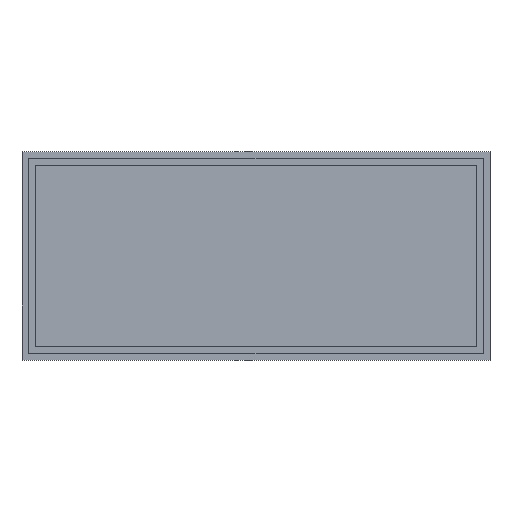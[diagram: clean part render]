
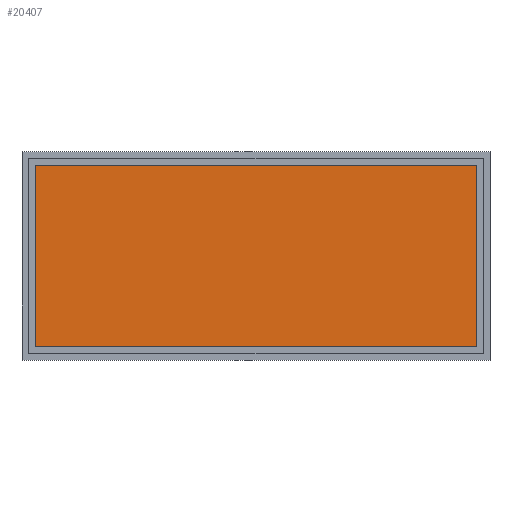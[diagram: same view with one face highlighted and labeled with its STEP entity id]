
A CAD part, top view. The second image highlights one B-rep face of the part: STEP entity #20407.
In plain terms, the highlighted planar face has unit normal (0, 0, 1).
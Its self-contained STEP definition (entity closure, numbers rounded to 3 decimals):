
#231 = PLANE('',#232);
#232 = AXIS2_PLACEMENT_3D('',#233,#234,#235);
#233 = CARTESIAN_POINT('',(-32.75,-13.45,10.35));
#234 = DIRECTION('',(1.,0.,0.));
#235 = DIRECTION('',(0.,0.,1.));
#259 = PLANE('',#260);
#260 = AXIS2_PLACEMENT_3D('',#261,#262,#263);
#261 = CARTESIAN_POINT('',(-32.75,-13.45,10.35));
#262 = DIRECTION('',(0.,1.,0.));
#263 = DIRECTION('',(0.,0.,1.));
#287 = PLANE('',#288);
#288 = AXIS2_PLACEMENT_3D('',#289,#290,#291);
#289 = CARTESIAN_POINT('',(32.75,-13.45,10.35));
#290 = DIRECTION('',(1.,0.,0.));
#291 = DIRECTION('',(0.,0.,1.));
#313 = PLANE('',#314);
#314 = AXIS2_PLACEMENT_3D('',#315,#316,#317);
#315 = CARTESIAN_POINT('',(-32.75,13.45,10.35));
#316 = DIRECTION('',(0.,1.,0.));
#317 = DIRECTION('',(0.,0.,1.));
#8123 = VERTEX_POINT('',#8124);
#8124 = CARTESIAN_POINT('',(-32.75,-13.45,12.85));
#8147 = VERTEX_POINT('',#8148);
#8148 = CARTESIAN_POINT('',(-32.75,13.45,12.85));
#8169 = EDGE_CURVE('',#8123,#8147,#8170,.T.);
#8170 = SURFACE_CURVE('',#8171,(#8175,#8182),.PCURVE_S1.);
#8171 = LINE('',#8172,#8173);
#8172 = CARTESIAN_POINT('',(-32.75,-13.45,12.85));
#8173 = VECTOR('',#8174,1.);
#8174 = DIRECTION('',(0.,1.,0.));
#8175 = PCURVE('',#231,#8176);
#8176 = DEFINITIONAL_REPRESENTATION('',(#8177),#8181);
#8177 = LINE('',#8178,#8179);
#8178 = CARTESIAN_POINT('',(2.5,0.));
#8179 = VECTOR('',#8180,1.);
#8180 = DIRECTION('',(0.,-1.));
#8181 = ( GEOMETRIC_REPRESENTATION_CONTEXT(2) 
PARAMETRIC_REPRESENTATION_CONTEXT() REPRESENTATION_CONTEXT('2D SPACE',''
  ) );
#8182 = PCURVE('',#8183,#8188);
#8183 = PLANE('',#8184);
#8184 = AXIS2_PLACEMENT_3D('',#8185,#8186,#8187);
#8185 = CARTESIAN_POINT('',(-32.75,-13.45,12.85));
#8186 = DIRECTION('',(0.,0.,1.));
#8187 = DIRECTION('',(1.,0.,0.));
#8188 = DEFINITIONAL_REPRESENTATION('',(#8189),#8193);
#8189 = LINE('',#8190,#8191);
#8190 = CARTESIAN_POINT('',(0.,0.));
#8191 = VECTOR('',#8192,1.);
#8192 = DIRECTION('',(0.,1.));
#8193 = ( GEOMETRIC_REPRESENTATION_CONTEXT(2) 
PARAMETRIC_REPRESENTATION_CONTEXT() REPRESENTATION_CONTEXT('2D SPACE',''
  ) );
#8200 = EDGE_CURVE('',#8147,#8201,#8203,.T.);
#8201 = VERTEX_POINT('',#8202);
#8202 = CARTESIAN_POINT('',(32.75,13.45,12.85));
#8203 = SURFACE_CURVE('',#8204,(#8208,#8215),.PCURVE_S1.);
#8204 = LINE('',#8205,#8206);
#8205 = CARTESIAN_POINT('',(-32.75,13.45,12.85));
#8206 = VECTOR('',#8207,1.);
#8207 = DIRECTION('',(1.,0.,0.));
#8208 = PCURVE('',#313,#8209);
#8209 = DEFINITIONAL_REPRESENTATION('',(#8210),#8214);
#8210 = LINE('',#8211,#8212);
#8211 = CARTESIAN_POINT('',(2.5,0.));
#8212 = VECTOR('',#8213,1.);
#8213 = DIRECTION('',(0.,1.));
#8214 = ( GEOMETRIC_REPRESENTATION_CONTEXT(2) 
PARAMETRIC_REPRESENTATION_CONTEXT() REPRESENTATION_CONTEXT('2D SPACE',''
  ) );
#8215 = PCURVE('',#8183,#8216);
#8216 = DEFINITIONAL_REPRESENTATION('',(#8217),#8221);
#8217 = LINE('',#8218,#8219);
#8218 = CARTESIAN_POINT('',(0.,26.9));
#8219 = VECTOR('',#8220,1.);
#8220 = DIRECTION('',(1.,0.));
#8221 = ( GEOMETRIC_REPRESENTATION_CONTEXT(2) 
PARAMETRIC_REPRESENTATION_CONTEXT() REPRESENTATION_CONTEXT('2D SPACE',''
  ) );
#8249 = EDGE_CURVE('',#8123,#8250,#8252,.T.);
#8250 = VERTEX_POINT('',#8251);
#8251 = CARTESIAN_POINT('',(32.75,-13.45,12.85));
#8252 = SURFACE_CURVE('',#8253,(#8257,#8264),.PCURVE_S1.);
#8253 = LINE('',#8254,#8255);
#8254 = CARTESIAN_POINT('',(-32.75,-13.45,12.85));
#8255 = VECTOR('',#8256,1.);
#8256 = DIRECTION('',(1.,0.,0.));
#8257 = PCURVE('',#259,#8258);
#8258 = DEFINITIONAL_REPRESENTATION('',(#8259),#8263);
#8259 = LINE('',#8260,#8261);
#8260 = CARTESIAN_POINT('',(2.5,0.));
#8261 = VECTOR('',#8262,1.);
#8262 = DIRECTION('',(0.,1.));
#8263 = ( GEOMETRIC_REPRESENTATION_CONTEXT(2) 
PARAMETRIC_REPRESENTATION_CONTEXT() REPRESENTATION_CONTEXT('2D SPACE',''
  ) );
#8264 = PCURVE('',#8183,#8265);
#8265 = DEFINITIONAL_REPRESENTATION('',(#8266),#8270);
#8266 = LINE('',#8267,#8268);
#8267 = CARTESIAN_POINT('',(0.,0.));
#8268 = VECTOR('',#8269,1.);
#8269 = DIRECTION('',(1.,0.));
#8270 = ( GEOMETRIC_REPRESENTATION_CONTEXT(2) 
PARAMETRIC_REPRESENTATION_CONTEXT() REPRESENTATION_CONTEXT('2D SPACE',''
  ) );
#8299 = EDGE_CURVE('',#8250,#8201,#8300,.T.);
#8300 = SURFACE_CURVE('',#8301,(#8305,#8312),.PCURVE_S1.);
#8301 = LINE('',#8302,#8303);
#8302 = CARTESIAN_POINT('',(32.75,-13.45,12.85));
#8303 = VECTOR('',#8304,1.);
#8304 = DIRECTION('',(0.,1.,0.));
#8305 = PCURVE('',#287,#8306);
#8306 = DEFINITIONAL_REPRESENTATION('',(#8307),#8311);
#8307 = LINE('',#8308,#8309);
#8308 = CARTESIAN_POINT('',(2.5,0.));
#8309 = VECTOR('',#8310,1.);
#8310 = DIRECTION('',(0.,-1.));
#8311 = ( GEOMETRIC_REPRESENTATION_CONTEXT(2) 
PARAMETRIC_REPRESENTATION_CONTEXT() REPRESENTATION_CONTEXT('2D SPACE',''
  ) );
#8312 = PCURVE('',#8183,#8313);
#8313 = DEFINITIONAL_REPRESENTATION('',(#8314),#8318);
#8314 = LINE('',#8315,#8316);
#8315 = CARTESIAN_POINT('',(65.5,0.));
#8316 = VECTOR('',#8317,1.);
#8317 = DIRECTION('',(0.,1.));
#8318 = ( GEOMETRIC_REPRESENTATION_CONTEXT(2) 
PARAMETRIC_REPRESENTATION_CONTEXT() REPRESENTATION_CONTEXT('2D SPACE',''
  ) );
#20407 = ADVANCED_FACE('',(#20408),#8183,.T.);
#20408 = FACE_BOUND('',#20409,.T.);
#20409 = EDGE_LOOP('',(#20410,#20411,#20412,#20413));
#20410 = ORIENTED_EDGE('',*,*,#8169,.F.);
#20411 = ORIENTED_EDGE('',*,*,#8249,.T.);
#20412 = ORIENTED_EDGE('',*,*,#8299,.T.);
#20413 = ORIENTED_EDGE('',*,*,#8200,.F.);
